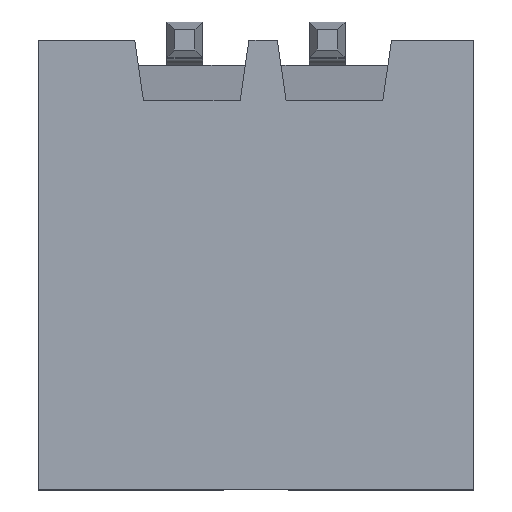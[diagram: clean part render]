
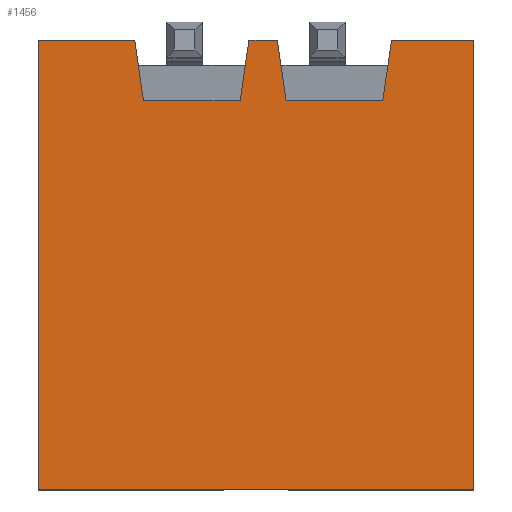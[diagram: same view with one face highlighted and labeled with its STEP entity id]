
A CAD part, top view. The second image highlights one B-rep face of the part: STEP entity #1456.
In plain terms, the highlighted planar face has unit normal (0, 0, 1).
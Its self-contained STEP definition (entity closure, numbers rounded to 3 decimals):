
#82=DIRECTION('',(-0.141,-0.99,0.));
#83=VECTOR('',#82,0.859);
#84=CARTESIAN_POINT('',(-0.1,3.15,4.7));
#85=LINE('',#84,#83);
#86=DIRECTION('',(-1.,0.,0.));
#87=VECTOR('',#86,1.357);
#88=CARTESIAN_POINT('',(-0.221,2.3,4.7));
#89=LINE('',#88,#87);
#90=DIRECTION('',(-1.,0.,0.));
#91=VECTOR('',#90,0.4);
#92=CARTESIAN_POINT('',(0.3,3.15,4.7));
#93=LINE('',#92,#91);
#94=DIRECTION('',(-1.,0.,0.));
#95=VECTOR('',#94,1.357);
#96=CARTESIAN_POINT('',(1.779,2.3,4.7));
#97=LINE('',#96,#95);
#98=DIRECTION('',(-1.,0.,0.));
#99=VECTOR('',#98,1.15);
#100=CARTESIAN_POINT('',(3.05,3.15,4.7));
#101=LINE('',#100,#99);
#102=DIRECTION('',(0.,1.,0.));
#103=VECTOR('',#102,6.3);
#104=CARTESIAN_POINT('',(3.05,-3.15,4.7));
#105=LINE('',#104,#103);
#106=DIRECTION('',(1.,0.,0.));
#107=VECTOR('',#106,6.1);
#108=CARTESIAN_POINT('',(-3.05,-3.15,4.7));
#109=LINE('',#108,#107);
#110=DIRECTION('',(0.,-1.,0.));
#111=VECTOR('',#110,6.3);
#112=CARTESIAN_POINT('',(-3.05,3.15,4.7));
#113=LINE('',#112,#111);
#114=DIRECTION('',(-1.,0.,0.));
#115=VECTOR('',#114,1.35);
#116=CARTESIAN_POINT('',(-1.7,3.15,4.7));
#117=LINE('',#116,#115);
#246=DIRECTION('',(-0.141,0.99,0.));
#247=VECTOR('',#246,0.859);
#248=CARTESIAN_POINT('',(-1.579,2.3,4.7));
#249=LINE('',#248,#247);
#286=DIRECTION('',(-0.141,-0.99,0.));
#287=VECTOR('',#286,0.859);
#288=CARTESIAN_POINT('',(1.9,3.15,4.7));
#289=LINE('',#288,#287);
#418=DIRECTION('',(-0.141,0.99,0.));
#419=VECTOR('',#418,0.859);
#420=CARTESIAN_POINT('',(0.421,2.3,4.7));
#421=LINE('',#420,#419);
#1045=CARTESIAN_POINT('',(-3.05,3.15,4.7));
#1046=CARTESIAN_POINT('',(-3.05,-3.15,4.7));
#1047=VERTEX_POINT('',#1045);
#1048=VERTEX_POINT('',#1046);
#1049=CARTESIAN_POINT('',(3.05,-3.15,4.7));
#1050=VERTEX_POINT('',#1049);
#1051=CARTESIAN_POINT('',(3.05,3.15,4.7));
#1052=VERTEX_POINT('',#1051);
#1277=CARTESIAN_POINT('',(1.9,3.15,4.7));
#1278=VERTEX_POINT('',#1277);
#1283=CARTESIAN_POINT('',(-0.1,3.15,4.7));
#1284=VERTEX_POINT('',#1283);
#1289=CARTESIAN_POINT('',(0.3,3.15,4.7));
#1290=VERTEX_POINT('',#1289);
#1291=CARTESIAN_POINT('',(-1.7,3.15,4.7));
#1293=VERTEX_POINT('',#1291);
#1301=CARTESIAN_POINT('',(-0.221,2.3,4.7));
#1302=CARTESIAN_POINT('',(-1.579,2.3,4.7));
#1303=VERTEX_POINT('',#1301);
#1304=VERTEX_POINT('',#1302);
#1309=CARTESIAN_POINT('',(1.779,2.3,4.7));
#1310=CARTESIAN_POINT('',(0.421,2.3,4.7));
#1311=VERTEX_POINT('',#1309);
#1312=VERTEX_POINT('',#1310);
#1426=CARTESIAN_POINT('',(0.,0.,4.7));
#1427=DIRECTION('',(0.,0.,1.));
#1428=DIRECTION('',(1.,0.,0.));
#1429=AXIS2_PLACEMENT_3D('',#1426,#1427,#1428);
#1430=PLANE('',#1429);
#1432=ORIENTED_EDGE('',*,*,#1431,.F.);
#1433=ORIENTED_EDGE('',*,*,#1414,.F.);
#1435=ORIENTED_EDGE('',*,*,#1434,.F.);
#1437=ORIENTED_EDGE('',*,*,#1436,.F.);
#1439=ORIENTED_EDGE('',*,*,#1438,.F.);
#1441=ORIENTED_EDGE('',*,*,#1440,.F.);
#1443=ORIENTED_EDGE('',*,*,#1442,.F.);
#1445=ORIENTED_EDGE('',*,*,#1444,.F.);
#1447=ORIENTED_EDGE('',*,*,#1446,.F.);
#1449=ORIENTED_EDGE('',*,*,#1448,.F.);
#1451=ORIENTED_EDGE('',*,*,#1450,.F.);
#1453=ORIENTED_EDGE('',*,*,#1452,.F.);
#1454=EDGE_LOOP('',(#1432,#1433,#1435,#1437,#1439,#1441,#1443,#1445,#1447,#1449,
#1451,#1453));
#1455=FACE_OUTER_BOUND('',#1454,.F.);
#1414=EDGE_CURVE('',#1284,#1303,#85,.T.);
#1431=EDGE_CURVE('',#1303,#1304,#89,.T.);
#1434=EDGE_CURVE('',#1290,#1284,#93,.T.);
#1436=EDGE_CURVE('',#1312,#1290,#421,.T.);
#1438=EDGE_CURVE('',#1311,#1312,#97,.T.);
#1440=EDGE_CURVE('',#1278,#1311,#289,.T.);
#1442=EDGE_CURVE('',#1052,#1278,#101,.T.);
#1444=EDGE_CURVE('',#1050,#1052,#105,.T.);
#1446=EDGE_CURVE('',#1048,#1050,#109,.T.);
#1448=EDGE_CURVE('',#1047,#1048,#113,.T.);
#1450=EDGE_CURVE('',#1293,#1047,#117,.T.);
#1452=EDGE_CURVE('',#1304,#1293,#249,.T.);
#1456=ADVANCED_FACE('',(#1455),#1430,.T.);
